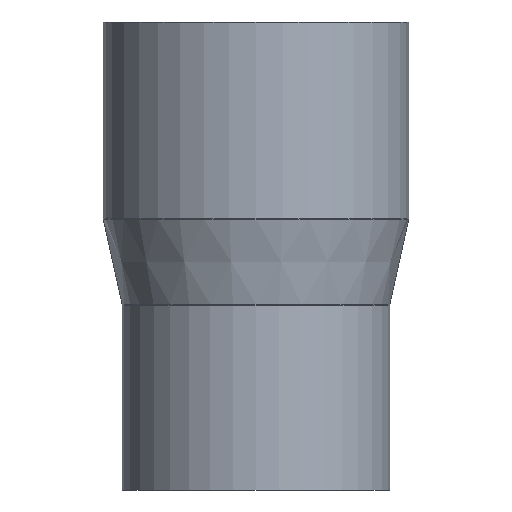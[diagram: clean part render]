
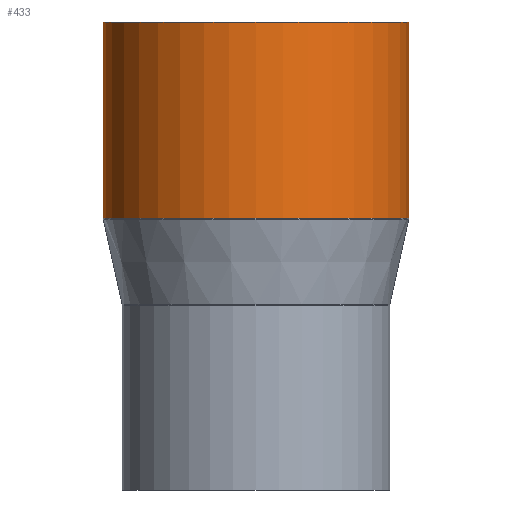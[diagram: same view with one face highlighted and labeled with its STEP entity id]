
A CAD part, front view. The second image highlights one B-rep face of the part: STEP entity #433.
In plain terms, the highlighted cylindrical face has radius 80 mm (diameter 160 mm), a partial arc.
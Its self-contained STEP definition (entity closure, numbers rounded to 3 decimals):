
#10 = CARTESIAN_POINT ( 'NONE',  ( -80., 0., 121.225 ) ) ;
#41 = CARTESIAN_POINT ( 'NONE',  ( 0., 0., -16.533 ) ) ;
#53 = DIRECTION ( 'NONE',  ( 0., 0., -1. ) ) ;
#78 = CARTESIAN_POINT ( 'NONE',  ( 80., 0., 121.225 ) ) ;
#96 = VERTEX_POINT ( 'NONE', #10 ) ;
#104 = ORIENTED_EDGE ( 'NONE', *, *, #357, .T. ) ;
#105 = EDGE_CURVE ( 'NONE', #230, #311, #213, .T. ) ;
#110 = VECTOR ( 'NONE', #163, 1000. ) ;
#123 = CARTESIAN_POINT ( 'NONE',  ( -80., 0., -16.533 ) ) ;
#124 = CIRCLE ( 'NONE', #467, 80. ) ;
#140 = DIRECTION ( 'NONE',  ( -1., 0., 0. ) ) ;
#147 = DIRECTION ( 'NONE',  ( -1., 0., 0. ) ) ;
#150 = EDGE_LOOP ( 'NONE', ( #280, #104, #536, #509 ) ) ;
#163 = DIRECTION ( 'NONE',  ( 0., 0., -1. ) ) ;
#172 = LINE ( 'NONE', #123, #590 ) ;
#192 = FACE_OUTER_BOUND ( 'NONE', #150, .T. ) ;
#196 = DIRECTION ( 'NONE',  ( 0., 0., -1. ) ) ;
#198 = DIRECTION ( 'NONE',  ( 0., 0., -1. ) ) ;
#213 = LINE ( 'NONE', #579, #110 ) ;
#230 = VERTEX_POINT ( 'NONE', #78 ) ;
#245 = CARTESIAN_POINT ( 'NONE',  ( 0., 0., 121.225 ) ) ;
#280 = ORIENTED_EDGE ( 'NONE', *, *, #105, .F. ) ;
#290 = EDGE_CURVE ( 'NONE', #311, #491, #416, .T. ) ;
#311 = VERTEX_POINT ( 'NONE', #649 ) ;
#322 = DIRECTION ( 'NONE',  ( -1., 0., 0. ) ) ;
#336 = DIRECTION ( 'NONE',  ( 0., 0., -1. ) ) ;
#357 = EDGE_CURVE ( 'NONE', #230, #96, #124, .T. ) ;
#416 = CIRCLE ( 'NONE', #446, 80. ) ;
#433 = ADVANCED_FACE ( 'NONE', ( #192 ), #595, .T. ) ;
#439 = CARTESIAN_POINT ( 'NONE',  ( 0., 0., 18.445 ) ) ;
#446 = AXIS2_PLACEMENT_3D ( 'NONE', #439, #198, #140 ) ;
#467 = AXIS2_PLACEMENT_3D ( 'NONE', #245, #53, #147 ) ;
#488 = AXIS2_PLACEMENT_3D ( 'NONE', #41, #196, #322 ) ;
#491 = VERTEX_POINT ( 'NONE', #618 ) ;
#509 = ORIENTED_EDGE ( 'NONE', *, *, #290, .F. ) ;
#536 = ORIENTED_EDGE ( 'NONE', *, *, #611, .T. ) ;
#579 = CARTESIAN_POINT ( 'NONE',  ( 80., 0., -16.533 ) ) ;
#590 = VECTOR ( 'NONE', #336, 1000. ) ;
#595 = CYLINDRICAL_SURFACE ( 'NONE', #488, 80. ) ;
#611 = EDGE_CURVE ( 'NONE', #96, #491, #172, .T. ) ;
#618 = CARTESIAN_POINT ( 'NONE',  ( -80., 0., 18.445 ) ) ;
#649 = CARTESIAN_POINT ( 'NONE',  ( 80., 0., 18.445 ) ) ;
